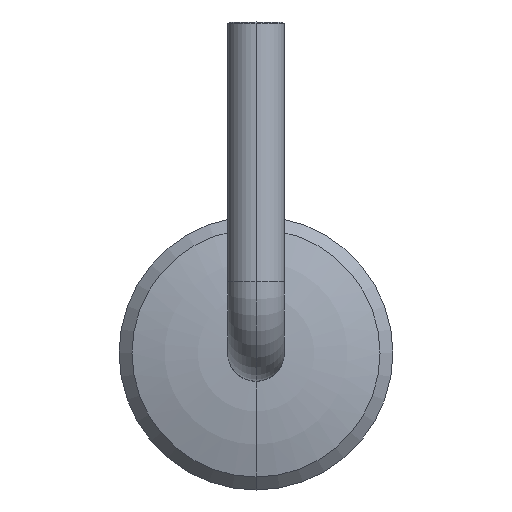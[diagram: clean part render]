
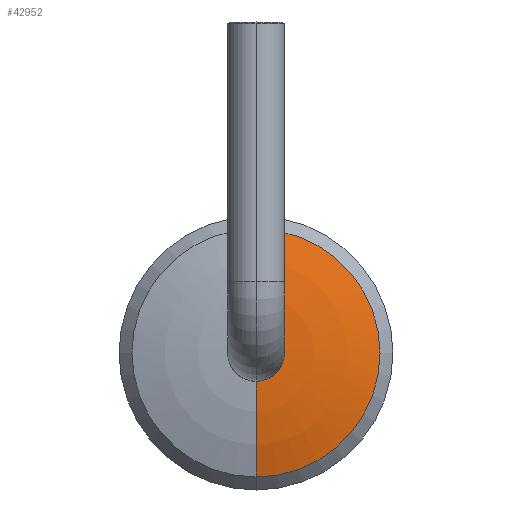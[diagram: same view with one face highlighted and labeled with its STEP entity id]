
A CAD part, top view. The second image highlights one B-rep face of the part: STEP entity #42952.
In plain terms, the highlighted toroidal (fillet/blend) face has major radius 5.25 mm and minor radius 70.57 mm.
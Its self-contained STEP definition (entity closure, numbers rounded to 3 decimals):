
#2942 = CIRCLE ( 'NONE', #64830, 26.266 ) ;
#3463 = DIRECTION ( 'NONE',  ( 0., 1., 0. ) ) ;
#4477 = CARTESIAN_POINT ( 'NONE',  ( 0., -26.266, 5.798 ) ) ;
#10545 = CARTESIAN_POINT ( 'NONE',  ( 0., 26.266, 5.798 ) ) ;
#14758 = DIRECTION ( 'NONE',  ( 0., 0., -1. ) ) ;
#14962 = DIRECTION ( 'NONE',  ( 0., 0., -1. ) ) ;
#15602 = CIRCLE ( 'NONE', #63968, 5.25 ) ;
#16642 = CARTESIAN_POINT ( 'NONE',  ( 0., 5.25, -61.57 ) ) ;
#17836 = CIRCLE ( 'NONE', #80974, 70.57 ) ;
#18297 = CIRCLE ( 'NONE', #111814, 70.57 ) ;
#18491 = TOROIDAL_SURFACE ( 'NONE', #49251, 5.25, 70.57 ) ;
#18661 = DIRECTION ( 'NONE',  ( 0., 0., -1. ) ) ;
#21973 = VERTEX_POINT ( 'NONE', #10545 ) ;
#23927 = FACE_OUTER_BOUND ( 'NONE', #44981, .T. ) ;
#26442 = EDGE_CURVE ( 'NONE', #129734, #103848, #17836, .T. ) ;
#29743 = EDGE_CURVE ( 'NONE', #132700, #129734, #15602, .T. ) ;
#33126 = ORIENTED_EDGE ( 'NONE', *, *, #143257, .F. ) ;
#38695 = DIRECTION ( 'NONE',  ( 0., 1., 0. ) ) ;
#39852 = ORIENTED_EDGE ( 'NONE', *, *, #29743, .T. ) ;
#42952 = ADVANCED_FACE ( 'NONE', ( #23927 ), #18491, .T. ) ;
#44981 = EDGE_LOOP ( 'NONE', ( #39852, #50689, #33126, #142510 ) ) ;
#49251 = AXIS2_PLACEMENT_3D ( 'NONE', #104753, #14962, #3463 ) ;
#50689 = ORIENTED_EDGE ( 'NONE', *, *, #26442, .T. ) ;
#51551 = DIRECTION ( 'NONE',  ( 0., 0., 1. ) ) ;
#54137 = CARTESIAN_POINT ( 'NONE',  ( 0., -5.25, -61.57 ) ) ;
#63968 = AXIS2_PLACEMENT_3D ( 'NONE', #86997, #18661, #109951 ) ;
#64830 = AXIS2_PLACEMENT_3D ( 'NONE', #129493, #14758, #38695 ) ;
#80974 = AXIS2_PLACEMENT_3D ( 'NONE', #54137, #134426, #134905 ) ;
#82054 = EDGE_CURVE ( 'NONE', #132700, #21973, #18297, .T. ) ;
#86997 = CARTESIAN_POINT ( 'NONE',  ( 0., 0., 9. ) ) ;
#103848 = VERTEX_POINT ( 'NONE', #4477 ) ;
#104753 = CARTESIAN_POINT ( 'NONE',  ( 0., 0., -61.57 ) ) ;
#109951 = DIRECTION ( 'NONE',  ( 0., 1., 0. ) ) ;
#111814 = AXIS2_PLACEMENT_3D ( 'NONE', #16642, #130895, #51551 ) ;
#129493 = CARTESIAN_POINT ( 'NONE',  ( 0., 0., 5.798 ) ) ;
#129734 = VERTEX_POINT ( 'NONE', #135229 ) ;
#130895 = DIRECTION ( 'NONE',  ( -1., 0., 0. ) ) ;
#132700 = VERTEX_POINT ( 'NONE', #145886 ) ;
#134426 = DIRECTION ( 'NONE',  ( 1., 0., 0. ) ) ;
#134905 = DIRECTION ( 'NONE',  ( 0., 1., 0. ) ) ;
#135229 = CARTESIAN_POINT ( 'NONE',  ( 0., -5.25, 9. ) ) ;
#142510 = ORIENTED_EDGE ( 'NONE', *, *, #82054, .F. ) ;
#143257 = EDGE_CURVE ( 'NONE', #21973, #103848, #2942, .T. ) ;
#145886 = CARTESIAN_POINT ( 'NONE',  ( 0., 5.25, 9. ) ) ;
